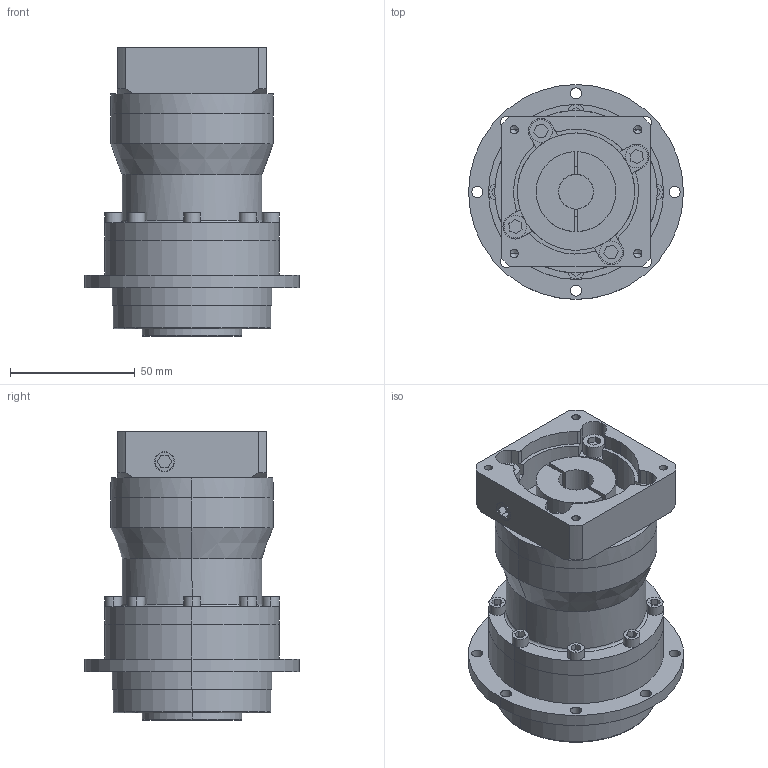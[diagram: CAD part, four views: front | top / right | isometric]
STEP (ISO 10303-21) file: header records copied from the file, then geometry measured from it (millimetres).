
FILE_DESCRIPTION (( 'STEP AP214' ), '1' );
FILE_NAME ('VGH64邧撰耀倰M4.STEP', '2018-06-20T08:21:28', ( 'Windows' ), ( 'Microsoft' ), 'SwSTEP 2.0', 'SolidWorks 2016', '' );
FILE_SCHEMA (( 'AUTOMOTIVE_DESIGN' ));
Length unit declared in the file: millimetre
Products named in the file (1): VGH64邧撰耀倰M4
Bounding box: 86 x 86 x 115.5 mm (x, y, z)
Volume: 343882.5 mm3; surface area: 62984.8 mm2
Topology: 3 solids, 3 shells, 349 faces, 882 edges, 561 vertices
Faces by surface type: plane 173, cylinder 140, cone 28, torus 8
Entity records: 11035 total; most frequent: CARTESIAN_POINT 2015, DIRECTION 1882, ORIENTED_EDGE 1720, EDGE_CURVE 860, AXIS2_PLACEMENT_3D 692, VERTEX_POINT 561, VECTOR 498, LINE 498
